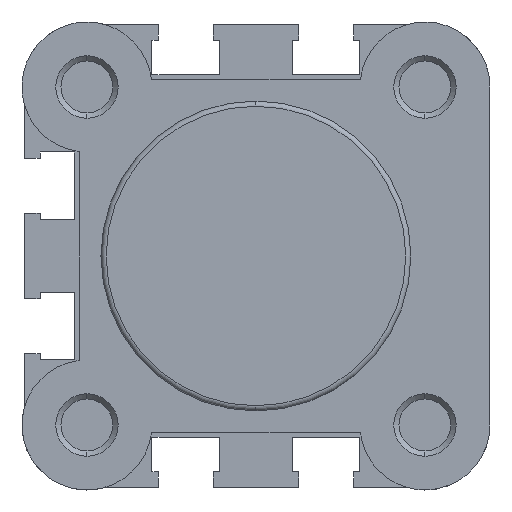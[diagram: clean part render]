
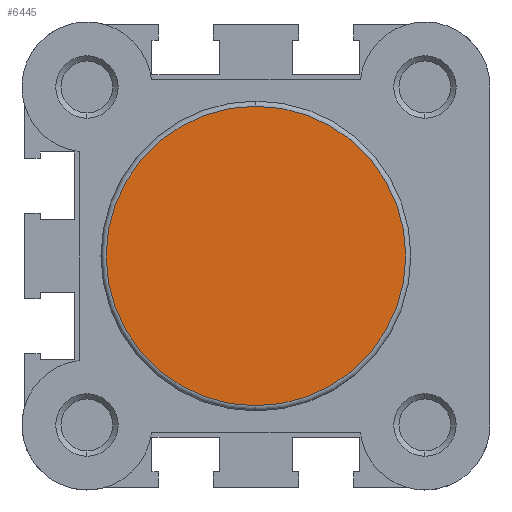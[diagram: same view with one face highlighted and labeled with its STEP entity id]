
A CAD part, left-side view. The second image highlights one B-rep face of the part: STEP entity #6445.
In plain terms, the highlighted planar face has unit normal (-1, 0, 0).
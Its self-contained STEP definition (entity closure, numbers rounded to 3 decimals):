
#317 = DIRECTION ( 'NONE',  ( 0., 0., 1. ) ) ;
#318 = DIRECTION ( 'NONE',  ( -1., 0., 0. ) ) ;
#320 = PLANE ( 'NONE',  #3201 ) ;
#321 = CARTESIAN_POINT ( 'NONE',  ( 0., -14.9, 0. ) ) ;
#1809 = FACE_OUTER_BOUND ( 'NONE', #1939, .T. ) ;
#1939 = EDGE_LOOP ( 'NONE', ( #2817, #2816 ) ) ;
#2816 = ORIENTED_EDGE ( 'NONE', *, *, #3680, .T. ) ;
#2817 = ORIENTED_EDGE ( 'NONE', *, *, #3621, .T. ) ;
#2969 = CIRCLE ( 'NONE', #3603, 14.4 ) ;
#3052 = CIRCLE ( 'NONE', #3544, 14.4 ) ;
#3201 = AXIS2_PLACEMENT_3D ( 'NONE', #321, #318, #317 ) ;
#3544 = AXIS2_PLACEMENT_3D ( 'NONE', #4199, #4188, #4187 ) ;
#3603 = AXIS2_PLACEMENT_3D ( 'NONE', #4374, #4373, #4372 ) ;
#3621 = EDGE_CURVE ( 'NONE', #4673, #4688, #2969, .T. ) ;
#3680 = EDGE_CURVE ( 'NONE', #4688, #4673, #3052, .T. ) ;
#4187 = DIRECTION ( 'NONE',  ( 0., 0., 1. ) ) ;
#4188 = DIRECTION ( 'NONE',  ( -1., 0., 0. ) ) ;
#4199 = CARTESIAN_POINT ( 'NONE',  ( 0., 0., 0. ) ) ;
#4372 = DIRECTION ( 'NONE',  ( 0., 0., 1. ) ) ;
#4373 = DIRECTION ( 'NONE',  ( -1., 0., 0. ) ) ;
#4374 = CARTESIAN_POINT ( 'NONE',  ( 0., 0., 0. ) ) ;
#4673 = VERTEX_POINT ( 'NONE', #5061 ) ;
#4688 = VERTEX_POINT ( 'NONE', #5417 ) ;
#5061 = CARTESIAN_POINT ( 'NONE',  ( 0., 0., 14.4 ) ) ;
#5417 = CARTESIAN_POINT ( 'NONE',  ( 0., 0., -14.4 ) ) ;
#6445 = ADVANCED_FACE ( 'NONE', ( #1809 ), #320, .T. ) ;
